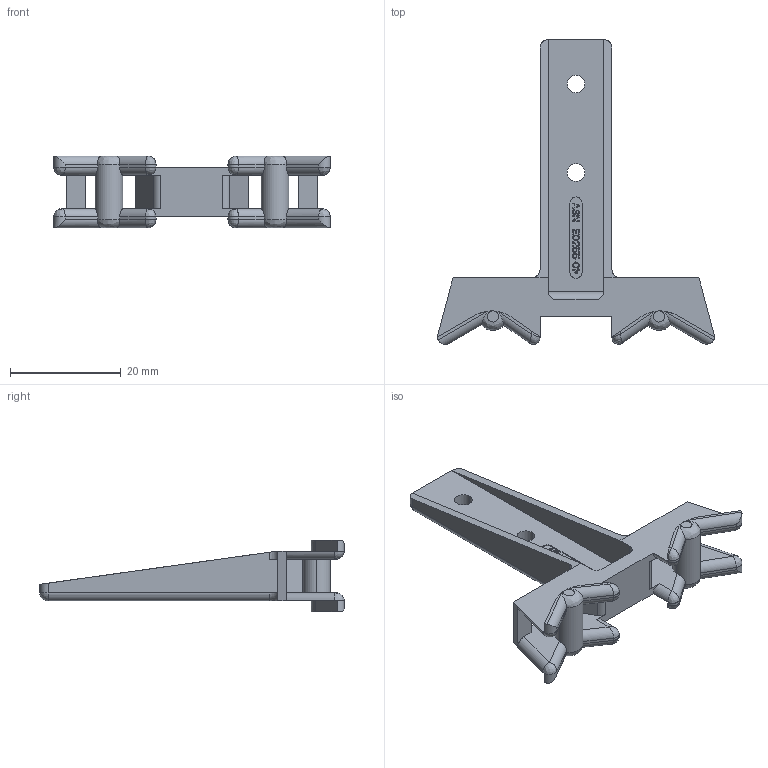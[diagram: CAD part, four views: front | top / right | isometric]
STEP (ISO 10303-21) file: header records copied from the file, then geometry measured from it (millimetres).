
FILE_DESCRIPTION((''),'2;1');
FILE_NAME('00326150259','2020-09-17T',('presta_be4'),(''),'CREO PARAMETRIC BY PTC INC, 2018360','CREO PARAMETRIC BY PTC INC, 2018360','');
FILE_SCHEMA(('CONFIG_CONTROL_DESIGN'));
Length unit declared in the file: millimetre
Products named in the file (1): 00326150259
Bounding box: 50 x 55 x 13 mm (x, y, z)
Volume: 4259.5 mm3; surface area: 4627 mm2
Topology: 1 solids, 1 shells, 476 faces, 1324 edges, 860 vertices
Faces by surface type: plane 394, cylinder 62, bspline 16, torus 2, sphere 2
Entity records: 16329 total; most frequent: CARTESIAN_POINT 4319, ORIENTED_EDGE 2648, DIRECTION 2204, EDGE_CURVE 1324, VECTOR 1140, LINE 1140, VERTEX_POINT 860, AXIS2_PLACEMENT_3D 532
